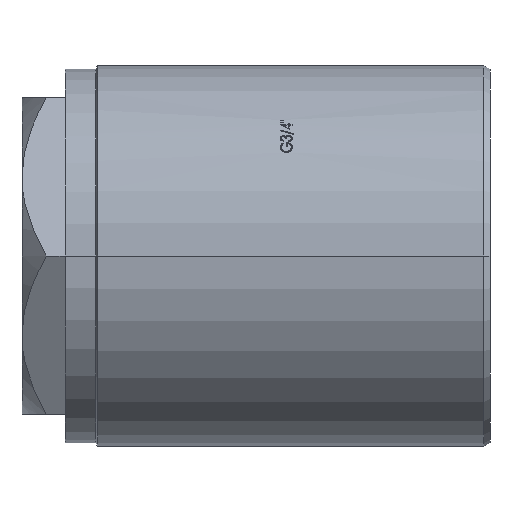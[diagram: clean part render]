
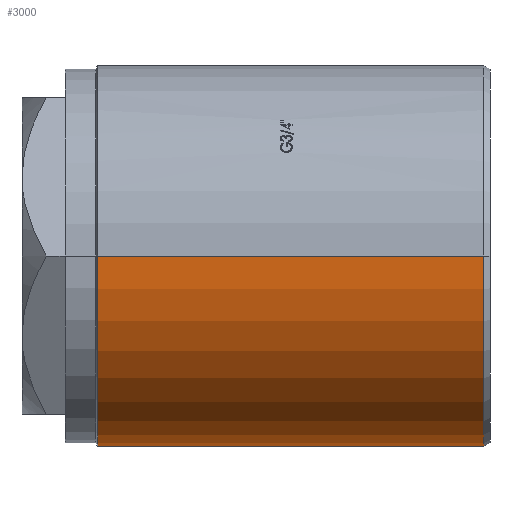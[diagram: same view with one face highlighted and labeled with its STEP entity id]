
A CAD part, front view. The second image highlights one B-rep face of the part: STEP entity #3000.
In plain terms, the highlighted cylindrical face has radius 13.22 mm (diameter 26.441 mm), a partial arc.
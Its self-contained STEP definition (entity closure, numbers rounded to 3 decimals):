
#97 = LINE ( 'NONE', #3462, #1720 ) ;
#141 = CARTESIAN_POINT ( 'NONE',  ( 0., -13.22, 0. ) ) ;
#164 = EDGE_CURVE ( 'NONE', #787, #1661, #97, .T. ) ;
#315 = AXIS2_PLACEMENT_3D ( 'NONE', #394, #374, #3230 ) ;
#374 = DIRECTION ( 'NONE',  ( 1., 0., 0. ) ) ;
#394 = CARTESIAN_POINT ( 'NONE',  ( 47.25, 0., 0. ) ) ;
#398 = LINE ( 'NONE', #141, #2190 ) ;
#460 = DIRECTION ( 'NONE',  ( 0., 1., 0. ) ) ;
#489 = VERTEX_POINT ( 'NONE', #4056 ) ;
#709 = EDGE_CURVE ( 'NONE', #489, #1565, #398, .T. ) ;
#787 = VERTEX_POINT ( 'NONE', #1744 ) ;
#830 = FACE_OUTER_BOUND ( 'NONE', #1277, .T. ) ;
#868 = EDGE_CURVE ( 'NONE', #787, #489, #1923, .T. ) ;
#1117 = EDGE_CURVE ( 'NONE', #1565, #1661, #2877, .T. ) ;
#1277 = EDGE_LOOP ( 'NONE', ( #2489, #2370, #1412, #1871 ) ) ;
#1347 = DIRECTION ( 'NONE',  ( -1., 0., 0. ) ) ;
#1387 = AXIS2_PLACEMENT_3D ( 'NONE', #2933, #1442, #460 ) ;
#1412 = ORIENTED_EDGE ( 'NONE', *, *, #709, .T. ) ;
#1442 = DIRECTION ( 'NONE',  ( -1., 0., 0. ) ) ;
#1484 = CARTESIAN_POINT ( 'NONE',  ( 0., 0., 0. ) ) ;
#1565 = VERTEX_POINT ( 'NONE', #3802 ) ;
#1661 = VERTEX_POINT ( 'NONE', #3343 ) ;
#1720 = VECTOR ( 'NONE', #1347, 1000. ) ;
#1744 = CARTESIAN_POINT ( 'NONE',  ( 74.067, 13.22, 0. ) ) ;
#1871 = ORIENTED_EDGE ( 'NONE', *, *, #1117, .T. ) ;
#1923 = CIRCLE ( 'NONE', #1387, 13.22 ) ;
#2190 = VECTOR ( 'NONE', #3909, 1000. ) ;
#2370 = ORIENTED_EDGE ( 'NONE', *, *, #868, .T. ) ;
#2489 = ORIENTED_EDGE ( 'NONE', *, *, #164, .F. ) ;
#2687 = DIRECTION ( 'NONE',  ( -1., 0., 0. ) ) ;
#2877 = CIRCLE ( 'NONE', #315, 13.22 ) ;
#2933 = CARTESIAN_POINT ( 'NONE',  ( 74.067, 0., 0. ) ) ;
#3000 = ADVANCED_FACE ( 'NONE', ( #830 ), #3039, .T. ) ;
#3039 = CYLINDRICAL_SURFACE ( 'NONE', #3866, 13.22 ) ;
#3230 = DIRECTION ( 'NONE',  ( 0., 1., 0. ) ) ;
#3307 = DIRECTION ( 'NONE',  ( 0., -1., 0. ) ) ;
#3343 = CARTESIAN_POINT ( 'NONE',  ( 47.25, 13.22, 0. ) ) ;
#3462 = CARTESIAN_POINT ( 'NONE',  ( 0., 13.22, 0. ) ) ;
#3802 = CARTESIAN_POINT ( 'NONE',  ( 47.25, -13.22, 0. ) ) ;
#3866 = AXIS2_PLACEMENT_3D ( 'NONE', #1484, #2687, #3307 ) ;
#3909 = DIRECTION ( 'NONE',  ( -1., 0., 0. ) ) ;
#4056 = CARTESIAN_POINT ( 'NONE',  ( 74.067, -13.22, 0. ) ) ;
